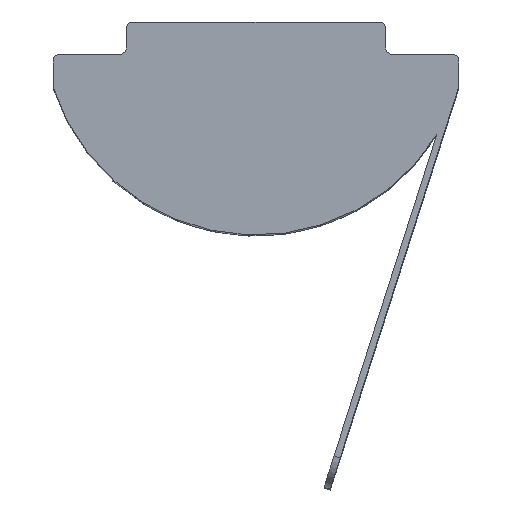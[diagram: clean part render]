
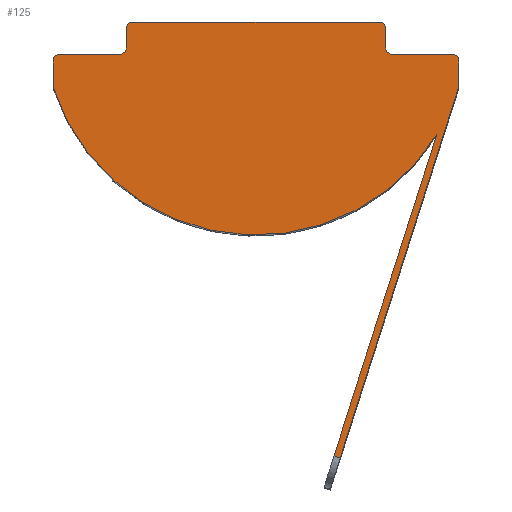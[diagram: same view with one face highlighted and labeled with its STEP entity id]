
A CAD part, top view. The second image highlights one B-rep face of the part: STEP entity #125.
In plain terms, the highlighted planar face has unit normal (0, 0, 1).
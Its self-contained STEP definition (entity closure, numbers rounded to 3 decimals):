
#33 = LINE ( 'NONE', #715, #896 ) ;
#34 = LINE ( 'NONE', #897, #752 ) ;
#35 = VERTEX_POINT ( 'NONE', #289 ) ;
#40 = CARTESIAN_POINT ( 'NONE',  ( 0., 0., 10. ) ) ;
#41 = CARTESIAN_POINT ( 'NONE',  ( 4., -0.2, 10. ) ) ;
#50 = VERTEX_POINT ( 'NONE', #584 ) ;
#53 = DIRECTION ( 'NONE',  ( 0., 1., 0. ) ) ;
#69 = CARTESIAN_POINT ( 'NONE',  ( 6.05, -1.2, 10. ) ) ;
#89 = VERTEX_POINT ( 'NONE', #1184 ) ;
#123 = DIRECTION ( 'NONE',  ( -1., 0., 0. ) ) ;
#125 = ADVANCED_FACE ( 'NONE', ( #240 ), #538, .T. ) ;
#133 = EDGE_CURVE ( 'NONE', #237, #1196, #1114, .T. ) ;
#135 = DIRECTION ( 'NONE',  ( 0., -1., 0. ) ) ;
#160 = VERTEX_POINT ( 'NONE', #684 ) ;
#165 = ORIENTED_EDGE ( 'NONE', *, *, #682, .T. ) ;
#170 = VERTEX_POINT ( 'NONE', #197 ) ;
#172 = DIRECTION ( 'NONE',  ( -0.305, -0.952, 0. ) ) ;
#191 = EDGE_CURVE ( 'NONE', #1139, #170, #585, .T. ) ;
#197 = CARTESIAN_POINT ( 'NONE',  ( -6.25, -2., 10. ) ) ;
#206 = CARTESIAN_POINT ( 'NONE',  ( -3.8, -0.2, 10. ) ) ;
#214 = ORIENTED_EDGE ( 'NONE', *, *, #515, .T. ) ;
#225 = DIRECTION ( 'NONE',  ( 0.305, 0.952, 0. ) ) ;
#230 = DIRECTION ( 'NONE',  ( 0., 1., 0. ) ) ;
#234 = DIRECTION ( 'NONE',  ( 1., 0., 0. ) ) ;
#237 = VERTEX_POINT ( 'NONE', #405 ) ;
#238 = CIRCLE ( 'NONE', #288, 0.2 ) ;
#240 = FACE_OUTER_BOUND ( 'NONE', #490, .T. ) ;
#243 = AXIS2_PLACEMENT_3D ( 'NONE', #1108, #906, #438 ) ;
#267 = LINE ( 'NONE', #562, #893 ) ;
#277 = EDGE_CURVE ( 'NONE', #621, #918, #878, .T. ) ;
#278 = ORIENTED_EDGE ( 'NONE', *, *, #1158, .T. ) ;
#282 = VERTEX_POINT ( 'NONE', #972 ) ;
#288 = AXIS2_PLACEMENT_3D ( 'NONE', #69, #359, #936 ) ;
#289 = CARTESIAN_POINT ( 'NONE',  ( 2.402, -13.368, 10. ) ) ;
#330 = EDGE_CURVE ( 'NONE', #1196, #1208, #826, .T. ) ;
#331 = CARTESIAN_POINT ( 'NONE',  ( 2.593, -13.429, 10. ) ) ;
#348 = DIRECTION ( 'NONE',  ( -1., 0., 0. ) ) ;
#350 = CARTESIAN_POINT ( 'NONE',  ( 3.8, 0., 10. ) ) ;
#358 = EDGE_CURVE ( 'NONE', #1245, #160, #34, .T. ) ;
#359 = DIRECTION ( 'NONE',  ( 0., 0., 1. ) ) ;
#361 = CARTESIAN_POINT ( 'NONE',  ( 4., -1., 10. ) ) ;
#367 = CARTESIAN_POINT ( 'NONE',  ( -4., -0.2, 10. ) ) ;
#369 = AXIS2_PLACEMENT_3D ( 'NONE', #40, #914, #1107 ) ;
#371 = AXIS2_PLACEMENT_3D ( 'NONE', #413, #1180, #639 ) ;
#378 = CARTESIAN_POINT ( 'NONE',  ( 2.593, -13.429, 10. ) ) ;
#393 = EDGE_CURVE ( 'NONE', #1033, #621, #704, .T. ) ;
#405 = CARTESIAN_POINT ( 'NONE',  ( 4.2, -1., 10. ) ) ;
#411 = CARTESIAN_POINT ( 'NONE',  ( -4.2, -0.8, 10. ) ) ;
#413 = CARTESIAN_POINT ( 'NONE',  ( 3.8, -0.2, 10. ) ) ;
#427 = AXIS2_PLACEMENT_3D ( 'NONE', #1037, #969, #474 ) ;
#435 = ORIENTED_EDGE ( 'NONE', *, *, #990, .T. ) ;
#438 = DIRECTION ( 'NONE',  ( 1., 0., 0. ) ) ;
#439 = CARTESIAN_POINT ( 'NONE',  ( 4., -1., 10. ) ) ;
#474 = DIRECTION ( 'NONE',  ( 1., 0., 0. ) ) ;
#478 = LINE ( 'NONE', #1142, #754 ) ;
#479 = ORIENTED_EDGE ( 'NONE', *, *, #974, .T. ) ;
#486 = VECTOR ( 'NONE', #1243, 1000. ) ;
#490 = EDGE_LOOP ( 'NONE', ( #1080, #638, #1189, #278, #214, #479, #1233, #877, #566, #675, #1217, #973, #859, #435, #536, #843, #165 ) ) ;
#515 = EDGE_CURVE ( 'NONE', #629, #282, #238, .T. ) ;
#522 = CARTESIAN_POINT ( 'NONE',  ( 6.25, -2., 10. ) ) ;
#536 = ORIENTED_EDGE ( 'NONE', *, *, #1199, .T. ) ;
#538 = PLANE ( 'NONE',  #369 ) ;
#543 = LINE ( 'NONE', #361, #778 ) ;
#562 = CARTESIAN_POINT ( 'NONE',  ( -4., -1., 10. ) ) ;
#566 = ORIENTED_EDGE ( 'NONE', *, *, #889, .T. ) ;
#584 = CARTESIAN_POINT ( 'NONE',  ( 5.57, -3.47, 10. ) ) ;
#585 = LINE ( 'NONE', #688, #590 ) ;
#587 = EDGE_CURVE ( 'NONE', #50, #35, #478, .T. ) ;
#590 = VECTOR ( 'NONE', #1168, 1000. ) ;
#595 = DIRECTION ( 'NONE',  ( 0., 0., 1. ) ) ;
#621 = VERTEX_POINT ( 'NONE', #1236 ) ;
#629 = VERTEX_POINT ( 'NONE', #1221 ) ;
#632 = AXIS2_PLACEMENT_3D ( 'NONE', #1017, #829, #234 ) ;
#638 = ORIENTED_EDGE ( 'NONE', *, *, #1090, .T. ) ;
#639 = DIRECTION ( 'NONE',  ( 1., 0., 0. ) ) ;
#660 = CARTESIAN_POINT ( 'NONE',  ( -4.2, -1., 10. ) ) ;
#664 = VERTEX_POINT ( 'NONE', #845 ) ;
#675 = ORIENTED_EDGE ( 'NONE', *, *, #358, .T. ) ;
#682 = EDGE_CURVE ( 'NONE', #170, #50, #1232, .T. ) ;
#684 = CARTESIAN_POINT ( 'NONE',  ( -3.8, 0., 10. ) ) ;
#688 = CARTESIAN_POINT ( 'NONE',  ( -6.25, -1., 10. ) ) ;
#699 = LINE ( 'NONE', #522, #730 ) ;
#704 = LINE ( 'NONE', #917, #965 ) ;
#715 = CARTESIAN_POINT ( 'NONE',  ( 6.25, -1., 10. ) ) ;
#721 = CARTESIAN_POINT ( 'NONE',  ( 4., -0.8, 10. ) ) ;
#730 = VECTOR ( 'NONE', #225, 1000. ) ;
#742 = EDGE_CURVE ( 'NONE', #160, #1033, #1138, .T. ) ;
#752 = VECTOR ( 'NONE', #123, 1000. ) ;
#754 = VECTOR ( 'NONE', #172, 1000. ) ;
#776 = LINE ( 'NONE', #378, #486 ) ;
#778 = VECTOR ( 'NONE', #348, 1000. ) ;
#795 = AXIS2_PLACEMENT_3D ( 'NONE', #206, #595, #958 ) ;
#813 = AXIS2_PLACEMENT_3D ( 'NONE', #411, #1179, #977 ) ;
#826 = LINE ( 'NONE', #439, #1140 ) ;
#828 = DIRECTION ( 'NONE',  ( -1., 0., 0. ) ) ;
#829 = DIRECTION ( 'NONE',  ( 0., 0., -1. ) ) ;
#834 = EDGE_CURVE ( 'NONE', #1144, #89, #699, .T. ) ;
#843 = ORIENTED_EDGE ( 'NONE', *, *, #191, .T. ) ;
#845 = CARTESIAN_POINT ( 'NONE',  ( -6.05, -1., 10. ) ) ;
#859 = ORIENTED_EDGE ( 'NONE', *, *, #277, .T. ) ;
#877 = ORIENTED_EDGE ( 'NONE', *, *, #330, .T. ) ;
#878 = CIRCLE ( 'NONE', #813, 0.2 ) ;
#889 = EDGE_CURVE ( 'NONE', #1208, #1245, #915, .T. ) ;
#893 = VECTOR ( 'NONE', #828, 1000. ) ;
#896 = VECTOR ( 'NONE', #53, 1000. ) ;
#897 = CARTESIAN_POINT ( 'NONE',  ( -4., 0., 10. ) ) ;
#906 = DIRECTION ( 'NONE',  ( 0., 0., 1. ) ) ;
#914 = DIRECTION ( 'NONE',  ( 0., 0., 1. ) ) ;
#915 = CIRCLE ( 'NONE', #371, 0.2 ) ;
#917 = CARTESIAN_POINT ( 'NONE',  ( -4., 0., 10. ) ) ;
#918 = VERTEX_POINT ( 'NONE', #660 ) ;
#936 = DIRECTION ( 'NONE',  ( 1., 0., 0. ) ) ;
#958 = DIRECTION ( 'NONE',  ( 1., 0., 0. ) ) ;
#965 = VECTOR ( 'NONE', #135, 1000. ) ;
#969 = DIRECTION ( 'NONE',  ( 0., 0., 1. ) ) ;
#972 = CARTESIAN_POINT ( 'NONE',  ( 6.05, -1., 10. ) ) ;
#973 = ORIENTED_EDGE ( 'NONE', *, *, #393, .T. ) ;
#974 = EDGE_CURVE ( 'NONE', #282, #237, #543, .T. ) ;
#977 = DIRECTION ( 'NONE',  ( 1., 0., 0. ) ) ;
#990 = EDGE_CURVE ( 'NONE', #918, #664, #267, .T. ) ;
#1017 = CARTESIAN_POINT ( 'NONE',  ( 4.2, -0.8, 10. ) ) ;
#1033 = VERTEX_POINT ( 'NONE', #367 ) ;
#1037 = CARTESIAN_POINT ( 'NONE',  ( 0., 0., 10. ) ) ;
#1080 = ORIENTED_EDGE ( 'NONE', *, *, #587, .T. ) ;
#1083 = CIRCLE ( 'NONE', #243, 0.2 ) ;
#1090 = EDGE_CURVE ( 'NONE', #35, #1144, #776, .T. ) ;
#1107 = DIRECTION ( 'NONE',  ( 1., 0., 0. ) ) ;
#1108 = CARTESIAN_POINT ( 'NONE',  ( -6.05, -1.2, 10. ) ) ;
#1114 = CIRCLE ( 'NONE', #632, 0.2 ) ;
#1138 = CIRCLE ( 'NONE', #795, 0.2 ) ;
#1139 = VERTEX_POINT ( 'NONE', #1149 ) ;
#1140 = VECTOR ( 'NONE', #230, 1000. ) ;
#1142 = CARTESIAN_POINT ( 'NONE',  ( 6.06, -1.939, 10. ) ) ;
#1144 = VERTEX_POINT ( 'NONE', #331 ) ;
#1149 = CARTESIAN_POINT ( 'NONE',  ( -6.25, -1.2, 10. ) ) ;
#1158 = EDGE_CURVE ( 'NONE', #89, #629, #33, .T. ) ;
#1168 = DIRECTION ( 'NONE',  ( 0., -1., 0. ) ) ;
#1179 = DIRECTION ( 'NONE',  ( 0., 0., -1. ) ) ;
#1180 = DIRECTION ( 'NONE',  ( 0., 0., 1. ) ) ;
#1184 = CARTESIAN_POINT ( 'NONE',  ( 6.25, -2., 10. ) ) ;
#1189 = ORIENTED_EDGE ( 'NONE', *, *, #834, .T. ) ;
#1196 = VERTEX_POINT ( 'NONE', #721 ) ;
#1199 = EDGE_CURVE ( 'NONE', #664, #1139, #1083, .T. ) ;
#1208 = VERTEX_POINT ( 'NONE', #41 ) ;
#1217 = ORIENTED_EDGE ( 'NONE', *, *, #742, .T. ) ;
#1221 = CARTESIAN_POINT ( 'NONE',  ( 6.25, -1.2, 10. ) ) ;
#1232 = CIRCLE ( 'NONE', #427, 6.562 ) ;
#1233 = ORIENTED_EDGE ( 'NONE', *, *, #133, .T. ) ;
#1236 = CARTESIAN_POINT ( 'NONE',  ( -4., -0.8, 10. ) ) ;
#1243 = DIRECTION ( 'NONE',  ( 0.952, -0.305, 0. ) ) ;
#1245 = VERTEX_POINT ( 'NONE', #350 ) ;
